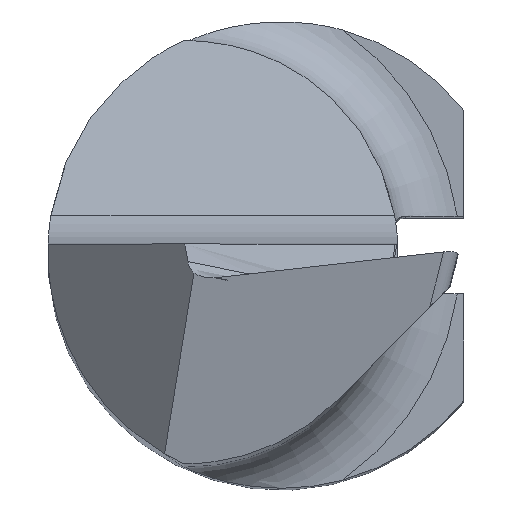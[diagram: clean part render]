
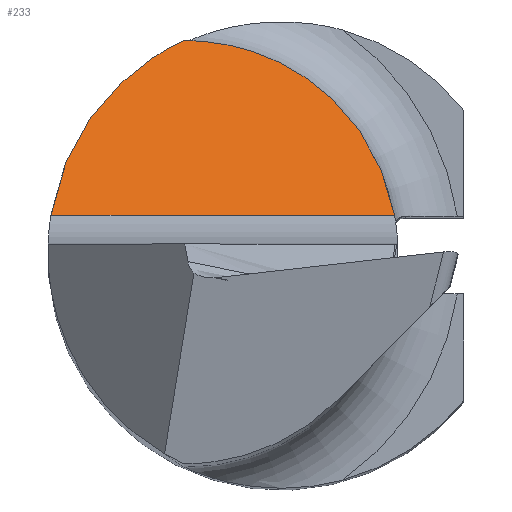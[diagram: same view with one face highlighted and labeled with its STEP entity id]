
A CAD part, top view. The second image highlights one B-rep face of the part: STEP entity #233.
In plain terms, the highlighted planar face has unit normal (0, 0.766, 0.643).
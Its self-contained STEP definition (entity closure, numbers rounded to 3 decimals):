
#7 = PLANE ( 'NONE',  #140 ) ;
#29 = DIRECTION ( 'NONE',  ( 1., 0., 0. ) ) ;
#69 = CARTESIAN_POINT ( 'NONE',  ( -2.801, 1.483, 34.28 ) ) ;
#81 = ORIENTED_EDGE ( 'NONE', *, *, #510, .T. ) ;
#129 = VERTEX_POINT ( 'NONE', #1172 ) ;
#140 = AXIS2_PLACEMENT_3D ( 'NONE', #1207, #560, #202 ) ;
#149 = CARTESIAN_POINT ( 'NONE',  ( -1.255, 2.725, 32.8 ) ) ;
#202 = DIRECTION ( 'NONE',  ( 0., 0.643, -0.766 ) ) ;
#233 = ADVANCED_FACE ( 'NONE', ( #941 ), #7, .F. ) ;
#237 = VERTEX_POINT ( 'NONE', #473 ) ;
#317 = CARTESIAN_POINT ( 'NONE',  ( -3., 0.474, 35.482 ) ) ;
#405 = LINE ( 'NONE', #317, #724 ) ;
#435 = CARTESIAN_POINT ( 'NONE',  ( -1.255, 2.725, 32.8 ) ) ;
#473 = CARTESIAN_POINT ( 'NONE',  ( -2.962, 0.474, 35.482 ) ) ;
#510 = EDGE_CURVE ( 'NONE', #843, #129, #523, .T. ) ;
#523 =( BOUNDED_CURVE ( )  B_SPLINE_CURVE ( 3, ( #891, #698, #911, #149 ),
 .UNSPECIFIED., .F., .T. ) 
 B_SPLINE_CURVE_WITH_KNOTS ( ( 4, 4 ),
 ( 4.887, 6.294 ),
 .UNSPECIFIED. ) 
 CURVE ( )  GEOMETRIC_REPRESENTATION_ITEM ( )  RATIONAL_B_SPLINE_CURVE ( ( 1., 0.842, 0.842, 1. ) ) 
 REPRESENTATION_ITEM ( '' )  );
#560 = DIRECTION ( 'NONE',  ( 0., -0.766, -0.643 ) ) ;
#565 =( BOUNDED_CURVE ( )  B_SPLINE_CURVE ( 3, ( #1080, #69, #611, #435 ),
 .UNSPECIFIED., .F., .F. ) 
 B_SPLINE_CURVE_WITH_KNOTS ( ( 4, 4 ),
 ( 4.871, 5.852 ),
 .UNSPECIFIED. ) 
 CURVE ( )  GEOMETRIC_REPRESENTATION_ITEM ( )  RATIONAL_B_SPLINE_CURVE ( ( 1., 0.921, 0.921, 1. ) ) 
 REPRESENTATION_ITEM ( '' )  );
#611 = CARTESIAN_POINT ( 'NONE',  ( -2.183, 2.297, 33.31 ) ) ;
#698 = CARTESIAN_POINT ( 'NONE',  ( 1.215, 1.849, 33.844 ) ) ;
#724 = VECTOR ( 'NONE', #29, 1000. ) ;
#734 = ORIENTED_EDGE ( 'NONE', *, *, #852, .F. ) ;
#735 = EDGE_CURVE ( 'NONE', #237, #843, #405, .T. ) ;
#833 = EDGE_LOOP ( 'NONE', ( #1119, #81, #734 ) ) ;
#843 = VERTEX_POINT ( 'NONE', #1170 ) ;
#852 = EDGE_CURVE ( 'NONE', #237, #129, #565, .T. ) ;
#891 = CARTESIAN_POINT ( 'NONE',  ( 1.458, 0.474, 35.482 ) ) ;
#911 = CARTESIAN_POINT ( 'NONE',  ( 0.141, 2.74, 32.782 ) ) ;
#941 = FACE_OUTER_BOUND ( 'NONE', #833, .T. ) ;
#1080 = CARTESIAN_POINT ( 'NONE',  ( -2.962, 0.474, 35.482 ) ) ;
#1119 = ORIENTED_EDGE ( 'NONE', *, *, #735, .T. ) ;
#1170 = CARTESIAN_POINT ( 'NONE',  ( 1.458, 0.474, 35.482 ) ) ;
#1172 = CARTESIAN_POINT ( 'NONE',  ( -1.255, 2.725, 32.8 ) ) ;
#1207 = CARTESIAN_POINT ( 'NONE',  ( -3., 0.474, 35.482 ) ) ;
